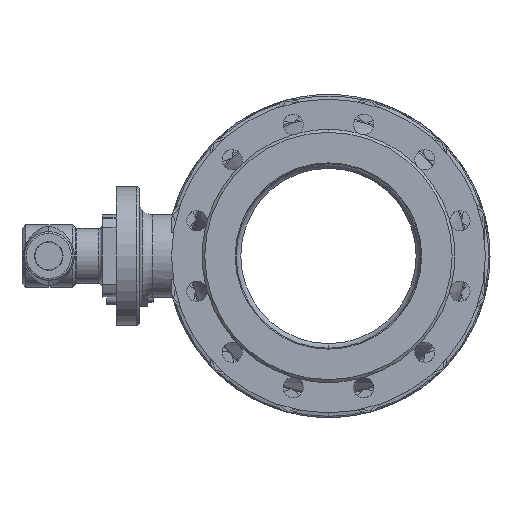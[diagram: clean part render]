
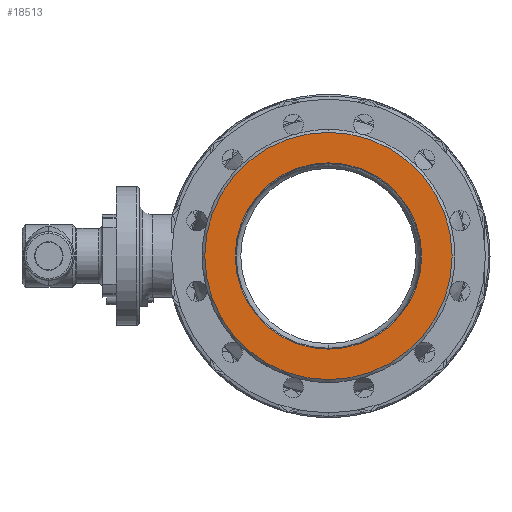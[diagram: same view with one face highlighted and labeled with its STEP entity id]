
A CAD part, left-side view. The second image highlights one B-rep face of the part: STEP entity #18513.
In plain terms, the highlighted planar face has unit normal (-1, 0, 0).
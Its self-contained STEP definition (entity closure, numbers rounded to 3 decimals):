
#11389 = VERTEX_POINT ( 'NONE', #22232 ) ;
#11392 = VERTEX_POINT ( 'NONE', #22231 ) ;
#11394 = EDGE_CURVE ( 'NONE', #11392, #11389, #22229, .T. ) ;
#16562 = VERTEX_POINT ( 'NONE', #32719 ) ;
#16564 = EDGE_CURVE ( 'NONE', #16565, #16562, #32718, .T. ) ;
#16565 = VERTEX_POINT ( 'NONE', #32713 ) ;
#18512 = EDGE_CURVE ( 'NONE', #16562, #16565, #40355, .T. ) ;
#18513 = ADVANCED_FACE ( 'NONE', ( #40347, #40346 ), #40345, .F. ) ;
#18514 = ORIENTED_EDGE ( 'NONE', *, *, #11394, .F. ) ;
#18515 = ORIENTED_EDGE ( 'NONE', *, *, #18516, .F. ) ;
#18516 = EDGE_CURVE ( 'NONE', #11389, #11392, #40339, .T. ) ;
#18517 = EDGE_LOOP ( 'NONE', ( #18518, #18519 ) ) ;
#18518 = ORIENTED_EDGE ( 'NONE', *, *, #16564, .T. ) ;
#18519 = ORIENTED_EDGE ( 'NONE', *, *, #18512, .T. ) ;
#18536 = EDGE_LOOP ( 'NONE', ( #18514, #18515 ) ) ;
#22225 = DIRECTION ( 'NONE',  ( 0., 0., -1. ) ) ;
#22226 = DIRECTION ( 'NONE',  ( 1., 0., 0. ) ) ;
#22227 = CARTESIAN_POINT ( 'NONE',  ( -200., 0., 0. ) ) ;
#22228 = AXIS2_PLACEMENT_3D ( 'NONE', #22227, #22226, #22225 ) ;
#22229 = CIRCLE ( 'NONE', #22228, 134. ) ;
#22231 = CARTESIAN_POINT ( 'NONE',  ( -200., 0., -134. ) ) ;
#22232 = CARTESIAN_POINT ( 'NONE',  ( -200., 0., 134. ) ) ;
#32713 = CARTESIAN_POINT ( 'NONE',  ( -200., 0., -100.936 ) ) ;
#32714 = DIRECTION ( 'NONE',  ( 0., 0., -1. ) ) ;
#32715 = DIRECTION ( 'NONE',  ( 1., 0., 0. ) ) ;
#32716 = CARTESIAN_POINT ( 'NONE',  ( -200., 0., 0. ) ) ;
#32717 = AXIS2_PLACEMENT_3D ( 'NONE', #32716, #32715, #32714 ) ;
#32718 = CIRCLE ( 'NONE', #32717, 100.936 ) ;
#32719 = CARTESIAN_POINT ( 'NONE',  ( -200., 0., 100.936 ) ) ;
#40337 = DIRECTION ( 'NONE',  ( 1., 0., 0. ) ) ;
#40338 = AXIS2_PLACEMENT_3D ( 'NONE', #40343, #40337, #40398 ) ;
#40339 = CIRCLE ( 'NONE', #40338, 134. ) ;
#40340 = DIRECTION ( 'NONE',  ( 0., 0., -1. ) ) ;
#40341 = DIRECTION ( 'NONE',  ( 1., 0., 0. ) ) ;
#40342 = CARTESIAN_POINT ( 'NONE',  ( -200., 0., -134. ) ) ;
#40343 = CARTESIAN_POINT ( 'NONE',  ( -200., 0., 0. ) ) ;
#40344 = AXIS2_PLACEMENT_3D ( 'NONE', #40342, #40341, #40340 ) ;
#40345 = PLANE ( 'NONE',  #40344 ) ;
#40346 = FACE_BOUND ( 'NONE', #18517, .T. ) ;
#40347 = FACE_OUTER_BOUND ( 'NONE', #18536, .T. ) ;
#40348 = DIRECTION ( 'NONE',  ( 0., 0., -1. ) ) ;
#40349 = DIRECTION ( 'NONE',  ( 1., 0., 0. ) ) ;
#40350 = CARTESIAN_POINT ( 'NONE',  ( -200., 0., 0. ) ) ;
#40351 = AXIS2_PLACEMENT_3D ( 'NONE', #40350, #40349, #40348 ) ;
#40355 = CIRCLE ( 'NONE', #40351, 100.936 ) ;
#40398 = DIRECTION ( 'NONE',  ( 0., 0., -1. ) ) ;
